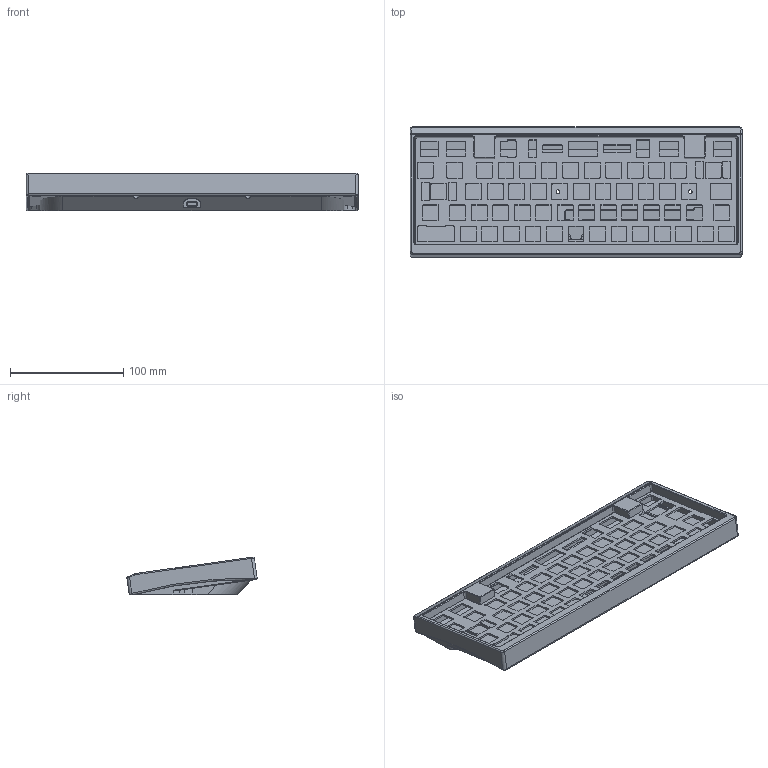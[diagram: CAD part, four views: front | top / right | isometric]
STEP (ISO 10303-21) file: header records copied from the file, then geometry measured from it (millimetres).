
FILE_DESCRIPTION(/* description */ (''),/* implementation_level */ '2;1');
FILE_NAME(/* name */ 'hellokitty.step',/* time_stamp */ '2023-06-11T21:53:18+07:00',/* author */ (''),/* organization */ (''),/* preprocessor_version */ 'ST-DEVELOPER v19.2',/* originating_system */ 'Autodesk Translation Framework v12.6.0.85',/* authorisation */ '');
FILE_SCHEMA (('AUTOMOTIVE_DESIGN { 1 0 10303 214 3 1 1 }'));
Length unit declared in the file: millimetre
Products named in the file (1): first
Bounding box: 293.75 x 115.24 x 33.59 mm (x, y, z)
Volume: 325129.3 mm3; surface area: 176268.9 mm2
Topology: 5 solids, 5 shells, 1224 faces, 3418 edges, 2196 vertices
Faces by surface type: cylinder 549, plane 519, bspline 82, cone 52, torus 22
Full cylindrical faces by diameter (mm): 1.623 x4, 2.075 x8, 2.5 x8, 2.529 x8, 3.2 x8, 3.332 x4, 4 x4, 8.5 x4
Entity records: 41362 total; most frequent: CARTESIAN_POINT 9074, ORIENTED_EDGE 6764, DIRECTION 6741, EDGE_CURVE 3382, AXIS2_PLACEMENT_3D 2320, VERTEX_POINT 2196, LINE 2101, VECTOR 2101
